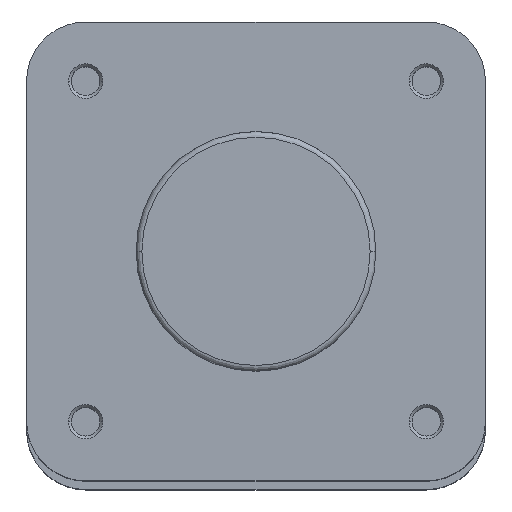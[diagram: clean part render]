
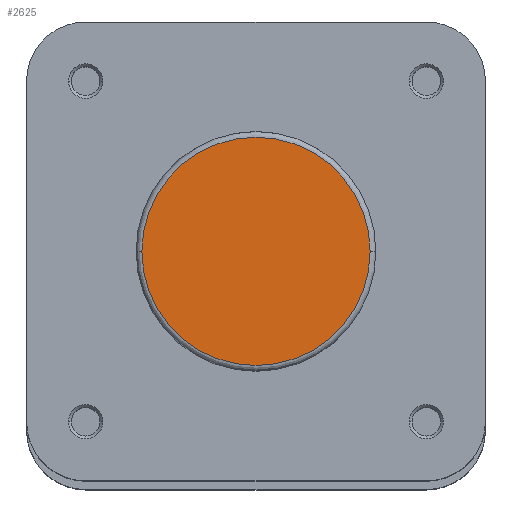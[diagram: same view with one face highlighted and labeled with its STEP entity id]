
A CAD part, top view. The second image highlights one B-rep face of the part: STEP entity #2625.
In plain terms, the highlighted planar face has unit normal (0, 0, 1).
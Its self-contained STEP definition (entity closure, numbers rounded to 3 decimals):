
#22 = FACE_OUTER_BOUND ( 'NONE', #2246, .T. ) ;
#446 = VERTEX_POINT ( 'NONE', #3544 ) ;
#450 = VERTEX_POINT ( 'NONE', #3548 ) ;
#908 = CIRCLE ( 'NONE', #3304, 19.9 ) ;
#985 = CIRCLE ( 'NONE', #3328, 19.9 ) ;
#2246 = EDGE_LOOP ( 'NONE', ( #4933, #4914 ) ) ;
#2625 = ADVANCED_FACE ( 'NONE', ( #22 ), #3839, .F. ) ;
#2856 = EDGE_CURVE ( 'NONE', #450, #446, #908, .T. ) ;
#2908 = EDGE_CURVE ( 'NONE', #446, #450, #985, .T. ) ;
#3132 = AXIS2_PLACEMENT_3D ( 'NONE', #3842, #3848, #3849 ) ;
#3304 = AXIS2_PLACEMENT_3D ( 'NONE', #4587, #4588, #4589 ) ;
#3328 = AXIS2_PLACEMENT_3D ( 'NONE', #4708, #4715, #4716 ) ;
#3544 = CARTESIAN_POINT ( 'NONE',  ( -19.9, 0., 0. ) ) ;
#3548 = CARTESIAN_POINT ( 'NONE',  ( 19.9, 0., 0. ) ) ;
#3839 = PLANE ( 'NONE',  #3132 ) ;
#3842 = CARTESIAN_POINT ( 'NONE',  ( 0., 20.9, 0. ) ) ;
#3848 = DIRECTION ( 'NONE',  ( 0., 0., -1. ) ) ;
#3849 = DIRECTION ( 'NONE',  ( -1., 0., 0. ) ) ;
#4587 = CARTESIAN_POINT ( 'NONE',  ( 0., 0., 0. ) ) ;
#4588 = DIRECTION ( 'NONE',  ( 0., 0., 1. ) ) ;
#4589 = DIRECTION ( 'NONE',  ( -1., 0., 0. ) ) ;
#4708 = CARTESIAN_POINT ( 'NONE',  ( 0., 0., 0. ) ) ;
#4715 = DIRECTION ( 'NONE',  ( 0., 0., 1. ) ) ;
#4716 = DIRECTION ( 'NONE',  ( -1., 0., 0. ) ) ;
#4914 = ORIENTED_EDGE ( 'NONE', *, *, #2856, .T. ) ;
#4933 = ORIENTED_EDGE ( 'NONE', *, *, #2908, .T. ) ;
